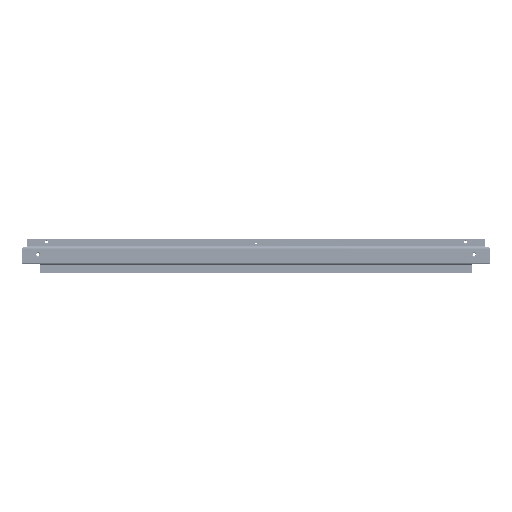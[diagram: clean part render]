
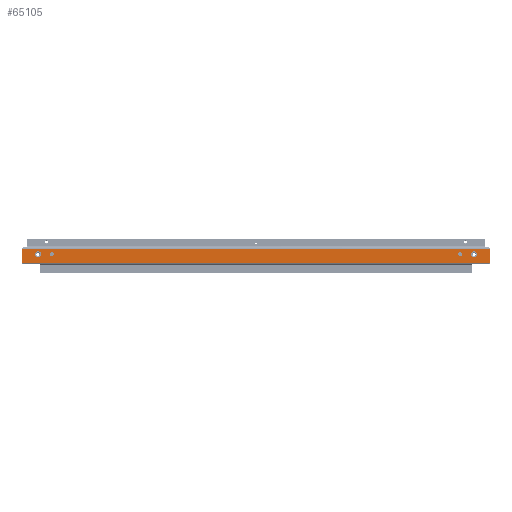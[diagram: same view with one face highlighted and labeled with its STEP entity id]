
A CAD part, front view. The second image highlights one B-rep face of the part: STEP entity #65105.
In plain terms, the highlighted face is planar.
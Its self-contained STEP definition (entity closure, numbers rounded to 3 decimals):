
#17 = ORIENTED_EDGE ( 'NONE', *, *, #10852, .T. ) ;
#765 = CIRCLE ( 'NONE', #42726, 5.5 ) ;
#1524 = DIRECTION ( 'NONE',  ( 1., 0., 0. ) ) ;
#2554 = VERTEX_POINT ( 'NONE', #30957 ) ;
#2798 = CARTESIAN_POINT ( 'NONE',  ( 551.5, -3.319, 0. ) ) ;
#2904 = DIRECTION ( 'NONE',  ( 1., 0., 0. ) ) ;
#3047 = CARTESIAN_POINT ( 'NONE',  ( 600., 18., 0. ) ) ;
#3175 = ORIENTED_EDGE ( 'NONE', *, *, #27881, .T. ) ;
#3413 = CARTESIAN_POINT ( 'NONE',  ( 0., 0., 0. ) ) ;
#4011 = VERTEX_POINT ( 'NONE', #29365 ) ;
#4255 = ORIENTED_EDGE ( 'NONE', *, *, #39627, .F. ) ;
#4563 = ORIENTED_EDGE ( 'NONE', *, *, #39967, .T. ) ;
#4728 = LINE ( 'NONE', #66495, #21664 ) ;
#4870 = CARTESIAN_POINT ( 'NONE',  ( 597.935, -18., 0. ) ) ;
#5790 = EDGE_LOOP ( 'NONE', ( #38771, #52961 ) ) ;
#6348 = VECTOR ( 'NONE', #1524, 1000. ) ;
#6747 = VERTEX_POINT ( 'NONE', #2798 ) ;
#7046 = DIRECTION ( 'NONE',  ( -1., 0., 0. ) ) ;
#7317 = DIRECTION ( 'NONE',  ( 0., 0., 1. ) ) ;
#7525 = ORIENTED_EDGE ( 'NONE', *, *, #8878, .T. ) ;
#8486 = VERTEX_POINT ( 'NONE', #22660 ) ;
#8660 = AXIS2_PLACEMENT_3D ( 'NONE', #54051, #25550, #2904 ) ;
#8878 = EDGE_CURVE ( 'NONE', #45308, #62154, #10082, .T. ) ;
#9141 = CARTESIAN_POINT ( 'NONE',  ( 567.5, -3.319, 0. ) ) ;
#9952 = CARTESIAN_POINT ( 'NONE',  ( -600., -18., 0. ) ) ;
#10082 = LINE ( 'NONE', #43691, #71632 ) ;
#10416 = DIRECTION ( 'NONE',  ( 1., 0., 0. ) ) ;
#10852 = EDGE_CURVE ( 'NONE', #4011, #40857, #52716, .T. ) ;
#11915 = LINE ( 'NONE', #56505, #61755 ) ;
#12731 = VERTEX_POINT ( 'NONE', #63823 ) ;
#12979 = ORIENTED_EDGE ( 'NONE', *, *, #64367, .T. ) ;
#13467 = DIRECTION ( 'NONE',  ( -1., 0., 0. ) ) ;
#13816 = AXIS2_PLACEMENT_3D ( 'NONE', #70489, #15268, #65726 ) ;
#14364 = DIRECTION ( 'NONE',  ( -1., 0., 0. ) ) ;
#14646 = EDGE_LOOP ( 'NONE', ( #4255, #18490 ) ) ;
#15268 = DIRECTION ( 'NONE',  ( 0., 0., -1. ) ) ;
#15429 = LINE ( 'NONE', #9952, #52817 ) ;
#16508 = VECTOR ( 'NONE', #65795, 1000. ) ;
#16828 = EDGE_CURVE ( 'NONE', #62154, #12731, #11915, .T. ) ;
#18490 = ORIENTED_EDGE ( 'NONE', *, *, #38445, .F. ) ;
#19116 = DIRECTION ( 'NONE',  ( 1., 0., 0. ) ) ;
#19851 = PLANE ( 'NONE',  #37612 ) ;
#20510 = VERTEX_POINT ( 'NONE', #35575 ) ;
#20660 = DIRECTION ( 'NONE',  ( 0., 0., 1. ) ) ;
#21476 = CARTESIAN_POINT ( 'NONE',  ( 600., -18., 0. ) ) ;
#21654 = VECTOR ( 'NONE', #7046, 1000. ) ;
#21664 = VECTOR ( 'NONE', #43084, 1000. ) ;
#22660 = CARTESIAN_POINT ( 'NONE',  ( -567.5, -3.319, 0. ) ) ;
#23353 = CARTESIAN_POINT ( 'NONE',  ( 559.5, -3.319, 0. ) ) ;
#24208 = CARTESIAN_POINT ( 'NONE',  ( 600., 18., 0. ) ) ;
#25550 = DIRECTION ( 'NONE',  ( 0., 0., 1. ) ) ;
#25679 = FACE_BOUND ( 'NONE', #50332, .T. ) ;
#26285 = DIRECTION ( 'NONE',  ( 0., 0., -1. ) ) ;
#26329 = AXIS2_PLACEMENT_3D ( 'NONE', #57387, #7317, #29601 ) ;
#27768 = EDGE_CURVE ( 'NONE', #41840, #6747, #47684, .T. ) ;
#27881 = EDGE_CURVE ( 'NONE', #6747, #41840, #41823, .T. ) ;
#29084 = DIRECTION ( 'NONE',  ( -1., 0., 0. ) ) ;
#29319 = VERTEX_POINT ( 'NONE', #43379 ) ;
#29365 = CARTESIAN_POINT ( 'NONE',  ( -600., -18., 0. ) ) ;
#29601 = DIRECTION ( 'NONE',  ( 1., 0., 0. ) ) ;
#30045 = CARTESIAN_POINT ( 'NONE',  ( -600., -18., 0. ) ) ;
#30407 = DIRECTION ( 'NONE',  ( 1., 0., 0. ) ) ;
#30767 = LINE ( 'NONE', #24208, #21654 ) ;
#30797 = DIRECTION ( 'NONE',  ( 0., 0., 1. ) ) ;
#30810 = FACE_BOUND ( 'NONE', #5790, .T. ) ;
#30926 = ORIENTED_EDGE ( 'NONE', *, *, #61831, .F. ) ;
#30957 = CARTESIAN_POINT ( 'NONE',  ( -598., 18., 0. ) ) ;
#31348 = CARTESIAN_POINT ( 'NONE',  ( 524.5, -3.319, 0. ) ) ;
#31524 = FACE_OUTER_BOUND ( 'NONE', #66613, .T. ) ;
#31724 = VECTOR ( 'NONE', #30407, 1000. ) ;
#32082 = EDGE_CURVE ( 'NONE', #55100, #40371, #765, .T. ) ;
#32366 = DIRECTION ( 'NONE',  ( 0., 1., 0. ) ) ;
#32469 = ORIENTED_EDGE ( 'NONE', *, *, #70210, .T. ) ;
#33434 = ORIENTED_EDGE ( 'NONE', *, *, #63924, .T. ) ;
#33621 = AXIS2_PLACEMENT_3D ( 'NONE', #23353, #45633, #13467 ) ;
#33636 = ORIENTED_EDGE ( 'NONE', *, *, #27768, .T. ) ;
#35058 = CIRCLE ( 'NONE', #68965, 5.5 ) ;
#35096 = EDGE_CURVE ( 'NONE', #40371, #55100, #60558, .T. ) ;
#35575 = CARTESIAN_POINT ( 'NONE',  ( -519., -3.319, 0. ) ) ;
#37612 = AXIS2_PLACEMENT_3D ( 'NONE', #3413, #42123, #14364 ) ;
#38445 = EDGE_CURVE ( 'NONE', #8486, #29319, #49514, .T. ) ;
#38771 = ORIENTED_EDGE ( 'NONE', *, *, #32082, .T. ) ;
#39627 = EDGE_CURVE ( 'NONE', #29319, #8486, #56659, .T. ) ;
#39967 = EDGE_CURVE ( 'NONE', #12731, #2554, #30767, .T. ) ;
#40371 = VERTEX_POINT ( 'NONE', #47132 ) ;
#40857 = VERTEX_POINT ( 'NONE', #52536 ) ;
#41048 = FACE_BOUND ( 'NONE', #53542, .T. ) ;
#41302 = CARTESIAN_POINT ( 'NONE',  ( -600., -18., 0. ) ) ;
#41823 = CIRCLE ( 'NONE', #13816, 8. ) ;
#41840 = VERTEX_POINT ( 'NONE', #9141 ) ;
#42123 = DIRECTION ( 'NONE',  ( 0., 0., -1. ) ) ;
#42726 = AXIS2_PLACEMENT_3D ( 'NONE', #59189, #26285, #65059 ) ;
#42926 = CARTESIAN_POINT ( 'NONE',  ( -524.5, -3.319, 0. ) ) ;
#43084 = DIRECTION ( 'NONE',  ( 0., -1., 0. ) ) ;
#43379 = CARTESIAN_POINT ( 'NONE',  ( -551.5, -3.319, 0. ) ) ;
#43465 = LINE ( 'NONE', #60666, #16508 ) ;
#43691 = CARTESIAN_POINT ( 'NONE',  ( 600., -22., 0. ) ) ;
#45308 = VERTEX_POINT ( 'NONE', #21476 ) ;
#45439 = CARTESIAN_POINT ( 'NONE',  ( -524.5, -3.319, 0. ) ) ;
#45633 = DIRECTION ( 'NONE',  ( 0., 0., -1. ) ) ;
#46970 = CIRCLE ( 'NONE', #56319, 5.5 ) ;
#47132 = CARTESIAN_POINT ( 'NONE',  ( 519., -3.319, 0. ) ) ;
#47340 = VERTEX_POINT ( 'NONE', #4870 ) ;
#47684 = CIRCLE ( 'NONE', #33621, 8. ) ;
#48070 = ORIENTED_EDGE ( 'NONE', *, *, #60711, .T. ) ;
#49504 = VERTEX_POINT ( 'NONE', #59340 ) ;
#49514 = CIRCLE ( 'NONE', #8660, 8. ) ;
#50332 = EDGE_LOOP ( 'NONE', ( #30926, #60656 ) ) ;
#51707 = AXIS2_PLACEMENT_3D ( 'NONE', #31348, #70119, #70476 ) ;
#52536 = CARTESIAN_POINT ( 'NONE',  ( -597.935, -18., 0. ) ) ;
#52716 = LINE ( 'NONE', #30045, #31724 ) ;
#52817 = VECTOR ( 'NONE', #66245, 1000. ) ;
#52961 = ORIENTED_EDGE ( 'NONE', *, *, #35096, .T. ) ;
#53542 = EDGE_LOOP ( 'NONE', ( #33636, #3175 ) ) ;
#54051 = CARTESIAN_POINT ( 'NONE',  ( -559.5, -3.319, 0. ) ) ;
#55100 = VERTEX_POINT ( 'NONE', #57379 ) ;
#56319 = AXIS2_PLACEMENT_3D ( 'NONE', #45439, #30797, #19116 ) ;
#56505 = CARTESIAN_POINT ( 'NONE',  ( 600., 18., 0. ) ) ;
#56659 = CIRCLE ( 'NONE', #26329, 8. ) ;
#57379 = CARTESIAN_POINT ( 'NONE',  ( 530., -3.319, 0. ) ) ;
#57387 = CARTESIAN_POINT ( 'NONE',  ( -559.5, -3.319, 0. ) ) ;
#59189 = CARTESIAN_POINT ( 'NONE',  ( 524.5, -3.319, 0. ) ) ;
#59340 = CARTESIAN_POINT ( 'NONE',  ( -530., -3.319, 0. ) ) ;
#59631 = VERTEX_POINT ( 'NONE', #69831 ) ;
#60558 = CIRCLE ( 'NONE', #51707, 5.5 ) ;
#60656 = ORIENTED_EDGE ( 'NONE', *, *, #63716, .F. ) ;
#60666 = CARTESIAN_POINT ( 'NONE',  ( 600., 18., 0. ) ) ;
#60711 = EDGE_CURVE ( 'NONE', #47340, #45308, #69124, .T. ) ;
#61755 = VECTOR ( 'NONE', #29084, 1000. ) ;
#61831 = EDGE_CURVE ( 'NONE', #20510, #49504, #35058, .T. ) ;
#62154 = VERTEX_POINT ( 'NONE', #3047 ) ;
#62774 = ORIENTED_EDGE ( 'NONE', *, *, #16828, .T. ) ;
#63716 = EDGE_CURVE ( 'NONE', #49504, #20510, #46970, .T. ) ;
#63823 = CARTESIAN_POINT ( 'NONE',  ( 598., 18., 0. ) ) ;
#63924 = EDGE_CURVE ( 'NONE', #40857, #47340, #15429, .T. ) ;
#64367 = EDGE_CURVE ( 'NONE', #2554, #59631, #43465, .T. ) ;
#64816 = FACE_BOUND ( 'NONE', #14646, .T. ) ;
#65059 = DIRECTION ( 'NONE',  ( -1., 0., 0. ) ) ;
#65105 = ADVANCED_FACE ( 'NONE', ( #41048, #30810, #64816, #25679, #31524 ), #19851, .F. ) ;
#65726 = DIRECTION ( 'NONE',  ( -1., 0., 0. ) ) ;
#65795 = DIRECTION ( 'NONE',  ( -1., 0., 0. ) ) ;
#66245 = DIRECTION ( 'NONE',  ( 1., 0., 0. ) ) ;
#66495 = CARTESIAN_POINT ( 'NONE',  ( -600., -22., 0. ) ) ;
#66613 = EDGE_LOOP ( 'NONE', ( #17, #33434, #48070, #7525, #62774, #4563, #12979, #32469 ) ) ;
#68965 = AXIS2_PLACEMENT_3D ( 'NONE', #42926, #20660, #10416 ) ;
#69124 = LINE ( 'NONE', #41302, #6348 ) ;
#69831 = CARTESIAN_POINT ( 'NONE',  ( -600., 18., 0. ) ) ;
#70119 = DIRECTION ( 'NONE',  ( 0., 0., -1. ) ) ;
#70210 = EDGE_CURVE ( 'NONE', #59631, #4011, #4728, .T. ) ;
#70476 = DIRECTION ( 'NONE',  ( -1., 0., 0. ) ) ;
#70489 = CARTESIAN_POINT ( 'NONE',  ( 559.5, -3.319, 0. ) ) ;
#71632 = VECTOR ( 'NONE', #32366, 1000. ) ;
